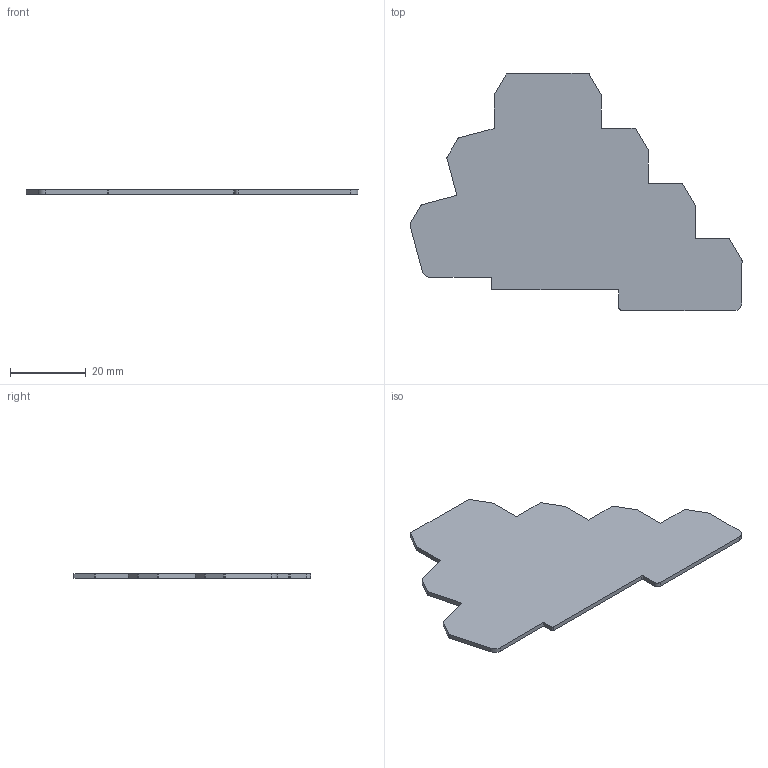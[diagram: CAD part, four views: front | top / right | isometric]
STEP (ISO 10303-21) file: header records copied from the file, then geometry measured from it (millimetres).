
FILE_DESCRIPTION (( 'STEP AP214' ), '1' );
FILE_NAME ('450159_NPP-PUK 3T_Grey.STP', '2013-11-15T06:32:04', ( 'arge' ), ( 'Microsoft' ), 'SwSTEP 2.0', 'SolidWorks 2013', '' );
FILE_SCHEMA (( 'AUTOMOTIVE_DESIGN' ));
Length unit declared in the file: millimetre
Products named in the file (1): 450159_NPP-PUK 3T_Grey
Bounding box: 87.5 x 62.5 x 1.2 mm (x, y, z)
Volume: 4064.7 mm3; surface area: 7106.7 mm2
Topology: 1 solids, 1 shells, 48 faces, 138 edges, 92 vertices
Faces by surface type: plane 28, cylinder 20
Entity records: 2144 total; most frequent: CARTESIAN_POINT 279, ORIENTED_EDGE 276, DIRECTION 276, EDGE_CURVE 138, LINE 98, VECTOR 98, VERTEX_POINT 92, AXIS2_PLACEMENT_3D 89
